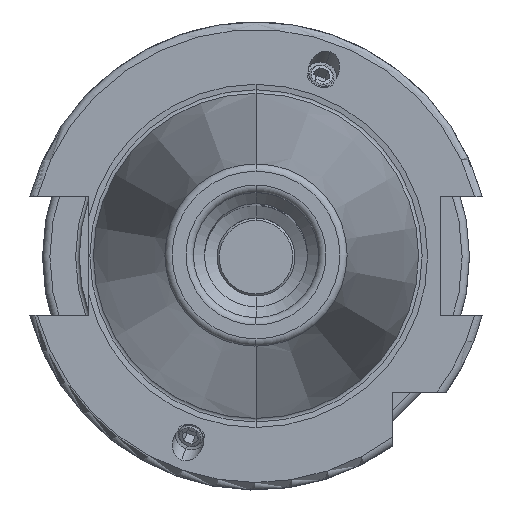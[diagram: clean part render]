
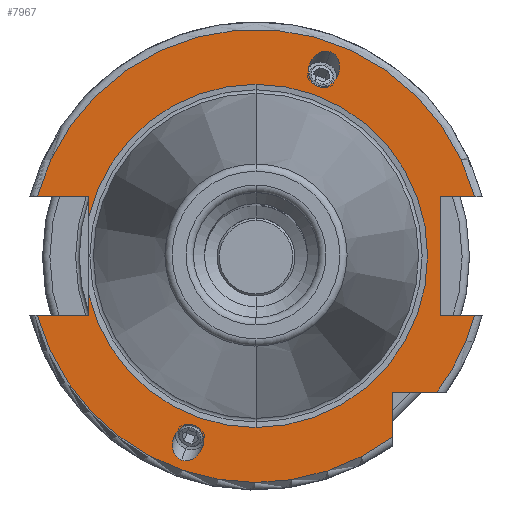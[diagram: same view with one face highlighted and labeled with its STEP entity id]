
A CAD part, top view. The second image highlights one B-rep face of the part: STEP entity #7967.
In plain terms, the highlighted planar face has unit normal (0, 0, 1).
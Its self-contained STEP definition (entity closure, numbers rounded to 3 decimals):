
#2318=CARTESIAN_POINT('',(0,0,18.1));
#2319=DIRECTION('',(0,0,1));
#2320=DIRECTION('',(0,1,0));
#2321=AXIS2_PLACEMENT_3D('',#2318,#2319,#2320);
#2331=CARTESIAN_POINT('',(0,0,18.1));
#2332=DIRECTION('',(0,0,1));
#2333=DIRECTION('',(-0.974,-0.227,0));
#2334=AXIS2_PLACEMENT_3D('',#2331,#2332,#2333);
#2516=DIRECTION('',(1,0,0));
#2517=VECTOR('',#2516,7.004);
#2518=CARTESIAN_POINT('',(-29.704,-8.05,18.1));
#2519=LINE('',#2518,#2517);
#2520=DIRECTION('',(0,1,0));
#2521=VECTOR('',#2520,2.753);
#2522=CARTESIAN_POINT('',(-22.7,-8.05,18.1));
#2523=LINE('',#2522,#2521);
#2524=DIRECTION('',(0,1,0));
#2525=VECTOR('',#2524,2.753);
#2526=CARTESIAN_POINT('',(-22.7,5.297,18.1));
#2527=LINE('',#2526,#2525);
#2528=DIRECTION('',(1,0,0));
#2529=VECTOR('',#2528,7.004);
#2530=CARTESIAN_POINT('',(-29.704,8.05,18.1));
#2531=LINE('',#2530,#2529);
#2532=DIRECTION('',(-1,0,0));
#2533=VECTOR('',#2532,4.704);
#2534=CARTESIAN_POINT('',(29.704,8.05,18.1));
#2535=LINE('',#2534,#2533);
#2536=DIRECTION('',(0,-1,0));
#2537=VECTOR('',#2536,16.1);
#2538=CARTESIAN_POINT('',(25,8.05,18.1));
#2539=LINE('',#2538,#2537);
#2540=DIRECTION('',(-1,0,0));
#2541=VECTOR('',#2540,4.704);
#2542=CARTESIAN_POINT('',(29.704,-8.05,18.1));
#2543=LINE('',#2542,#2541);
#2544=CARTESIAN_POINT('',(0,0,18.1));
#2545=DIRECTION('',(0,0,1));
#2546=DIRECTION('',(0.799,-0.601,0));
#2547=AXIS2_PLACEMENT_3D('',#2544,#2545,#2546);
#2549=DIRECTION('',(-1,0,0));
#2550=VECTOR('',#2549,6.094);
#2551=CARTESIAN_POINT('',(24.594,-18.5,18.1));
#2552=LINE('',#2551,#2550);
#2553=DIRECTION('',(0,1,0));
#2554=VECTOR('',#2553,6.094);
#2555=CARTESIAN_POINT('',(18.5,-24.594,18.1));
#2556=LINE('',#2555,#2554);
#2557=CARTESIAN_POINT('',(10.09,27.723,18.1));
#2558=CARTESIAN_POINT('',(9.863,27.806,18.1));
#2559=CARTESIAN_POINT('',(9.337,27.884,18.1));
#2560=CARTESIAN_POINT('',(8.455,27.594,18.1));
#2561=CARTESIAN_POINT('',(7.834,27.033,18.1));
#2562=CARTESIAN_POINT('',(7.483,26.49,18.1));
#2563=CARTESIAN_POINT('',(7.298,26.077,18.1));
#2564=CARTESIAN_POINT('',(7.174,25.641,18.1));
#2565=CARTESIAN_POINT('',(7.094,25.,18.1));
#2566=CARTESIAN_POINT('',(7.208,24.17,18.1));
#2567=CARTESIAN_POINT('',(7.698,23.381,18.1));
#2568=CARTESIAN_POINT('',(8.152,23.103,18.1));
#2569=CARTESIAN_POINT('',(8.379,23.02,18.1));
#2571=CARTESIAN_POINT('',(8.379,23.02,18.1));
#2572=CARTESIAN_POINT('',(8.606,22.937,18.1));
#2573=CARTESIAN_POINT('',(9.133,22.859,18.1));
#2574=CARTESIAN_POINT('',(10.014,23.149,18.1));
#2575=CARTESIAN_POINT('',(10.635,23.711,18.1));
#2576=CARTESIAN_POINT('',(10.986,24.253,18.1));
#2577=CARTESIAN_POINT('',(11.171,24.667,18.1));
#2578=CARTESIAN_POINT('',(11.295,25.103,18.1));
#2579=CARTESIAN_POINT('',(11.375,25.744,18.1));
#2580=CARTESIAN_POINT('',(11.261,26.573,18.1));
#2581=CARTESIAN_POINT('',(10.771,27.362,18.1));
#2582=CARTESIAN_POINT('',(10.318,27.641,18.1));
#2583=CARTESIAN_POINT('',(10.09,27.723,18.1));
#2585=CARTESIAN_POINT('',(-10.09,-27.723,18.1));
#2586=CARTESIAN_POINT('',(-10.318,-27.641,18.1));
#2587=CARTESIAN_POINT('',(-10.771,-27.362,18.1));
#2588=CARTESIAN_POINT('',(-11.261,-26.573,18.1));
#2589=CARTESIAN_POINT('',(-11.375,-25.744,18.1));
#2590=CARTESIAN_POINT('',(-11.295,-25.103,18.1));
#2591=CARTESIAN_POINT('',(-11.171,-24.667,18.1));
#2592=CARTESIAN_POINT('',(-10.986,-24.253,18.1));
#2593=CARTESIAN_POINT('',(-10.635,-23.711,18.1));
#2594=CARTESIAN_POINT('',(-10.014,-23.149,18.1));
#2595=CARTESIAN_POINT('',(-9.133,-22.859,18.1));
#2596=CARTESIAN_POINT('',(-8.606,-22.937,18.1));
#2597=CARTESIAN_POINT('',(-8.379,-23.02,18.1));
#2599=CARTESIAN_POINT('',(-8.379,-23.02,18.1));
#2600=CARTESIAN_POINT('',(-8.152,-23.103,18.1));
#2601=CARTESIAN_POINT('',(-7.698,-23.381,18.1));
#2602=CARTESIAN_POINT('',(-7.208,-24.17,18.1));
#2603=CARTESIAN_POINT('',(-7.094,-25.,18.1));
#2604=CARTESIAN_POINT('',(-7.174,-25.641,18.1));
#2605=CARTESIAN_POINT('',(-7.298,-26.077,18.1));
#2606=CARTESIAN_POINT('',(-7.483,-26.49,18.1));
#2607=CARTESIAN_POINT('',(-7.834,-27.033,18.1));
#2608=CARTESIAN_POINT('',(-8.455,-27.594,18.1));
#2609=CARTESIAN_POINT('',(-9.337,-27.884,18.1));
#2610=CARTESIAN_POINT('',(-9.863,-27.806,18.1));
#2611=CARTESIAN_POINT('',(-10.09,-27.723,18.1));
#2613=CARTESIAN_POINT('',(0,0,18.1));
#2614=DIRECTION('',(0,0,-1));
#2615=DIRECTION('',(0,1,0));
#2616=AXIS2_PLACEMENT_3D('',#2613,#2614,#2615);
#3537=CARTESIAN_POINT('',(0,0,18.1));
#3538=DIRECTION('',(0,0,1));
#3539=DIRECTION('',(0.965,0.262,0));
#3540=AXIS2_PLACEMENT_3D('',#3537,#3538,#3539);
#3588=CARTESIAN_POINT('',(0,0,18.1));
#3589=DIRECTION('',(0,0,1));
#3590=DIRECTION('',(-0.965,-0.262,0));
#3591=AXIS2_PLACEMENT_3D('',#3588,#3589,#3590);
#4393=CARTESIAN_POINT('',(-29.704,-8.05,18.1));
#4394=CARTESIAN_POINT('',(-22.7,-8.05,18.1));
#4395=VERTEX_POINT('',#4393);
#4396=VERTEX_POINT('',#4394);
#4397=CARTESIAN_POINT('',(-22.7,-5.297,18.1));
#4398=VERTEX_POINT('',#4397);
#4399=CARTESIAN_POINT('',(-22.7,5.297,18.1));
#4400=CARTESIAN_POINT('',(-22.7,8.05,18.1));
#4401=VERTEX_POINT('',#4399);
#4402=VERTEX_POINT('',#4400);
#4403=CARTESIAN_POINT('',(-29.704,8.05,18.1));
#4404=VERTEX_POINT('',#4403);
#4405=CARTESIAN_POINT('',(25,8.05,18.1));
#4406=CARTESIAN_POINT('',(25,-8.05,18.1));
#4407=VERTEX_POINT('',#4405);
#4408=VERTEX_POINT('',#4406);
#4409=CARTESIAN_POINT('',(29.704,-8.05,18.1));
#4410=VERTEX_POINT('',#4409);
#4411=CARTESIAN_POINT('',(29.704,8.05,18.1));
#4412=VERTEX_POINT('',#4411);
#4413=CARTESIAN_POINT('',(18.5,-24.594,18.1));
#4414=CARTESIAN_POINT('',(18.5,-18.5,18.1));
#4415=VERTEX_POINT('',#4413);
#4416=VERTEX_POINT('',#4414);
#4417=CARTESIAN_POINT('',(24.594,-18.5,18.1));
#4418=VERTEX_POINT('',#4417);
#4471=VERTEX_POINT('',#2557);
#4472=VERTEX_POINT('',#2569);
#4516=CARTESIAN_POINT('',(-10.09,-27.723,18.1));
#4518=VERTEX_POINT('',#4516);
#4519=CARTESIAN_POINT('',(-8.379,-23.02,18.1));
#4520=VERTEX_POINT('',#4519);
#4561=CARTESIAN_POINT('',(0,23.31,18.1));
#4562=VERTEX_POINT('',#4561);
#4563=CARTESIAN_POINT('',(0,-23.31,18.1));
#4564=VERTEX_POINT('',#4563);
#7923=CARTESIAN_POINT('',(0,0,18.1));
#7924=DIRECTION('',(0,0,-1));
#7925=DIRECTION('',(0,-1,0));
#7926=AXIS2_PLACEMENT_3D('',#7923,#7924,#7925);
#7927=PLANE('',#7926);
#7928=ORIENTED_EDGE('',*,*,#7888,.T.);
#7929=ORIENTED_EDGE('',*,*,#7733,.T.);
#7930=ORIENTED_EDGE('',*,*,#7712,.T.);
#7932=ORIENTED_EDGE('',*,*,#7931,.F.);
#7933=ORIENTED_EDGE('',*,*,#7705,.T.);
#7934=ORIENTED_EDGE('',*,*,#7730,.T.);
#7936=ORIENTED_EDGE('',*,*,#7935,.F.);
#7938=ORIENTED_EDGE('',*,*,#7937,.F.);
#7940=ORIENTED_EDGE('',*,*,#7939,.T.);
#7942=ORIENTED_EDGE('',*,*,#7941,.T.);
#7944=ORIENTED_EDGE('',*,*,#7943,.F.);
#7946=ORIENTED_EDGE('',*,*,#7945,.F.);
#7948=ORIENTED_EDGE('',*,*,#7947,.T.);
#7950=ORIENTED_EDGE('',*,*,#7949,.F.);
#7952=ORIENTED_EDGE('',*,*,#7951,.F.);
#7953=EDGE_LOOP('',(#7928,#7929,#7930,#7932,#7933,#7934,#7936,#7938,#7940,#7942,
#7944,#7946,#7948,#7950,#7952));
#7954=FACE_OUTER_BOUND('',#7953,.F.);
#7956=ORIENTED_EDGE('',*,*,#7955,.T.);
#7958=ORIENTED_EDGE('',*,*,#7957,.T.);
#7959=EDGE_LOOP('',(#7956,#7958));
#7960=FACE_BOUND('',#7959,.F.);
#7962=ORIENTED_EDGE('',*,*,#7961,.F.);
#7964=ORIENTED_EDGE('',*,*,#7963,.F.);
#7965=EDGE_LOOP('',(#7962,#7964));
#7966=FACE_BOUND('',#7965,.F.);
#7967=ADVANCED_FACE('',(#7954,#7960,#7966),#7927,.F.);
#2322=CIRCLE('',#2321,23.31);
#2335=CIRCLE('',#2334,23.31);
#2548=CIRCLE('',#2547,30.775);
#2570=B_SPLINE_CURVE_WITH_KNOTS('',3,(#2557,#2558,#2559,#2560,#2561,#2562,#2563,
#2564,#2565,#2566,#2567,#2568,#2569),.UNSPECIFIED.,.F.,.F.,(4,1,1,1,1,1,1,1,1,1,
4),(0,0.125,0.25,0.375,0.438,0.5,0.563,0.625,0.75,0.875,
1.0),.UNSPECIFIED.);
#2584=B_SPLINE_CURVE_WITH_KNOTS('',3,(#2571,#2572,#2573,#2574,#2575,#2576,#2577,
#2578,#2579,#2580,#2581,#2582,#2583),.UNSPECIFIED.,.F.,.F.,(4,1,1,1,1,1,1,1,1,1,
4),(0,0.125,0.25,0.375,0.438,0.5,0.563,0.625,0.75,0.875,
1.0),.UNSPECIFIED.);
#2598=B_SPLINE_CURVE_WITH_KNOTS('',3,(#2585,#2586,#2587,#2588,#2589,#2590,#2591,
#2592,#2593,#2594,#2595,#2596,#2597),.UNSPECIFIED.,.F.,.F.,(4,1,1,1,1,1,1,1,1,1,
4),(0,0.125,0.25,0.375,0.438,0.5,0.563,0.625,0.75,0.875,
1.0),.UNSPECIFIED.);
#2612=B_SPLINE_CURVE_WITH_KNOTS('',3,(#2599,#2600,#2601,#2602,#2603,#2604,#2605,
#2606,#2607,#2608,#2609,#2610,#2611),.UNSPECIFIED.,.F.,.F.,(4,1,1,1,1,1,1,1,1,1,
4),(0,0.125,0.25,0.375,0.438,0.5,0.563,0.625,0.75,0.875,
1.0),.UNSPECIFIED.);
#2617=CIRCLE('',#2616,23.31);
#3541=CIRCLE('',#3540,30.775);
#3592=CIRCLE('',#3591,30.775);
#7705=EDGE_CURVE('',#4562,#4401,#2322,.T.);
#7712=EDGE_CURVE('',#4398,#4564,#2335,.T.);
#7730=EDGE_CURVE('',#4401,#4402,#2527,.T.);
#7733=EDGE_CURVE('',#4396,#4398,#2523,.T.);
#7888=EDGE_CURVE('',#4395,#4396,#2519,.T.);
#7931=EDGE_CURVE('',#4562,#4564,#2617,.T.);
#7935=EDGE_CURVE('',#4404,#4402,#2531,.T.);
#7937=EDGE_CURVE('',#4412,#4404,#3541,.T.);
#7939=EDGE_CURVE('',#4412,#4407,#2535,.T.);
#7941=EDGE_CURVE('',#4407,#4408,#2539,.T.);
#7943=EDGE_CURVE('',#4410,#4408,#2543,.T.);
#7945=EDGE_CURVE('',#4418,#4410,#2548,.T.);
#7947=EDGE_CURVE('',#4418,#4416,#2552,.T.);
#7949=EDGE_CURVE('',#4415,#4416,#2556,.T.);
#7951=EDGE_CURVE('',#4395,#4415,#3592,.T.);
#7955=EDGE_CURVE('',#4471,#4472,#2570,.T.);
#7957=EDGE_CURVE('',#4472,#4471,#2584,.T.);
#7961=EDGE_CURVE('',#4518,#4520,#2598,.T.);
#7963=EDGE_CURVE('',#4520,#4518,#2612,.T.);
